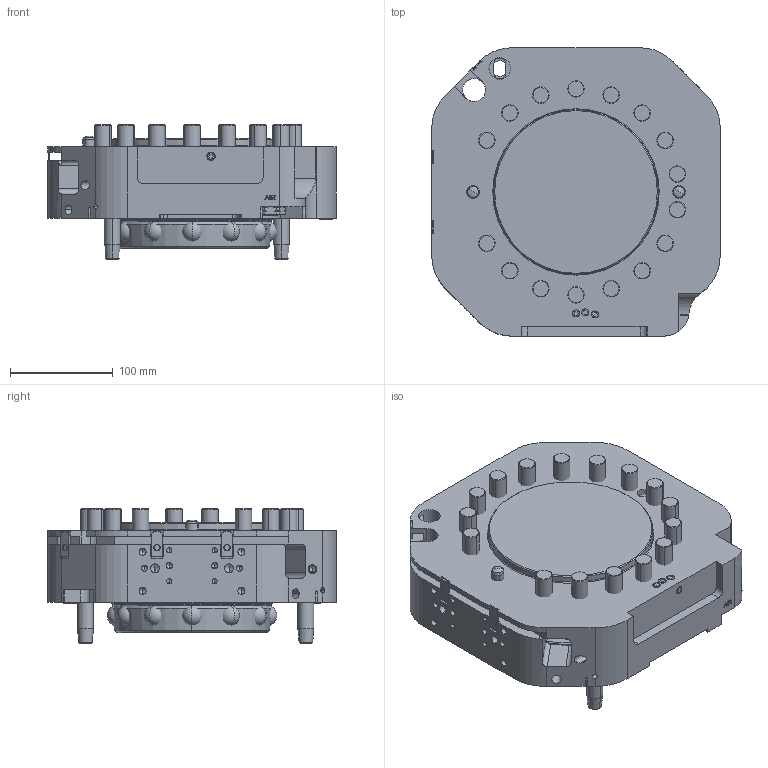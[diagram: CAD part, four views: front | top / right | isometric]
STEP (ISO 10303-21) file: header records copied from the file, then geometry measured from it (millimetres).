
FILE_DESCRIPTION (( 'STEP AP214' ), '1' );
FILE_NAME ('P6960.STEP', '2023-10-12T05:44:27', ( '' ), ( '' ), 'SwSTEP 2.0', 'SolidWorks 2021', '' );
FILE_SCHEMA (( 'AUTOMOTIVE_DESIGN' ));
Length unit declared in the file: millimetre
Products named in the file (1): P6960
Bounding box: 280 x 280 x 130.9 mm (x, y, z)
Volume: 5660954.1 mm3; surface area: 623269.7 mm2
Topology: 65 solids, 65 shells, 1756 faces, 4256 edges, 2650 vertices
Faces by surface type: plane 685, cylinder 487, cone 337, torus 113, bspline 106, sphere 28
Entity records: 76373 total; most frequent: CARTESIAN_POINT 15860, DIRECTION 8510, ORIENTED_EDGE 8184, EDGE_CURVE 4092, AXIS2_PLACEMENT_3D 3145, VERTEX_POINT 2614, VECTOR 2220, LINE 2220
